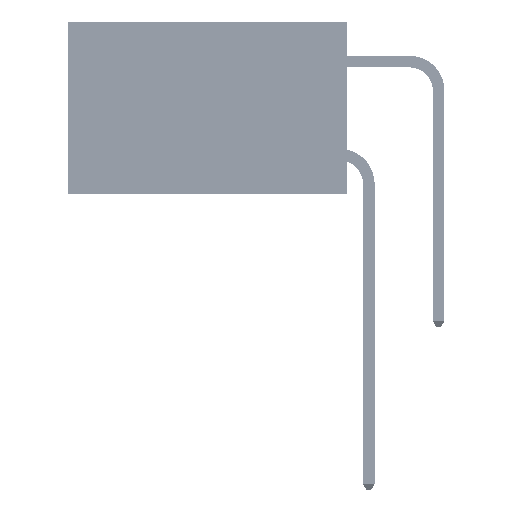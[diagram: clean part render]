
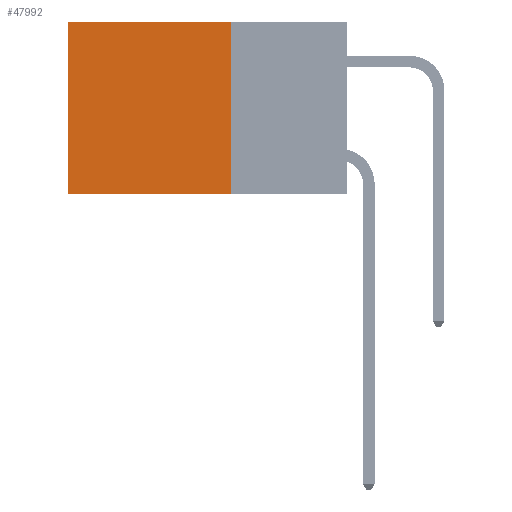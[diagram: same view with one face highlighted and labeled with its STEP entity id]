
A CAD part, left-side view. The second image highlights one B-rep face of the part: STEP entity #47992.
In plain terms, the highlighted planar face has unit normal (-1, 0, 0).
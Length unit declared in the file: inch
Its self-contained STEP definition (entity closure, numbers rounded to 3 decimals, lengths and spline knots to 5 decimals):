
#610 = DIRECTION ( 'NONE',  ( 0., 0., -1. ) ) ;
#3431 = CARTESIAN_POINT ( 'NONE',  ( 0.2875, 0.25, 0. ) ) ;
#4593 = VECTOR ( 'NONE', #45642, 39.37008 ) ;
#6433 = VECTOR ( 'NONE', #33376, 39.37008 ) ;
#11566 = ORIENTED_EDGE ( 'NONE', *, *, #21850, .T. ) ;
#13566 = LINE ( 'NONE', #34258, #32308 ) ;
#14572 = LINE ( 'NONE', #15844, #4593 ) ;
#15517 = CARTESIAN_POINT ( 'NONE',  ( 0.2875, 0.25, 0. ) ) ;
#15844 = CARTESIAN_POINT ( 'NONE',  ( 0.2875, 0.25, -0.37 ) ) ;
#17152 = VERTEX_POINT ( 'NONE', #31182 ) ;
#18162 = VERTEX_POINT ( 'NONE', #40322 ) ;
#18620 = ORIENTED_EDGE ( 'NONE', *, *, #48049, .F. ) ;
#19172 = EDGE_LOOP ( 'NONE', ( #11566, #18620, #29483, #36089 ) ) ;
#19281 = PLANE ( 'NONE',  #31295 ) ;
#21850 = EDGE_CURVE ( 'NONE', #17152, #30559, #46590, .T. ) ;
#23061 = DIRECTION ( 'NONE',  ( 1., 0., 0. ) ) ;
#25679 = VECTOR ( 'NONE', #27593, 39.37008 ) ;
#26855 = FACE_OUTER_BOUND ( 'NONE', #19172, .T. ) ;
#27593 = DIRECTION ( 'NONE',  ( 0., 0., -1. ) ) ;
#29483 = ORIENTED_EDGE ( 'NONE', *, *, #42680, .F. ) ;
#30559 = VERTEX_POINT ( 'NONE', #37024 ) ;
#31182 = CARTESIAN_POINT ( 'NONE',  ( 0.2875, 0.6, 0. ) ) ;
#31295 = AXIS2_PLACEMENT_3D ( 'NONE', #15517, #23061, #610 ) ;
#32308 = VECTOR ( 'NONE', #37994, 39.37008 ) ;
#32792 = LINE ( 'NONE', #3431, #6433 ) ;
#33376 = DIRECTION ( 'NONE',  ( 0., 1., 0. ) ) ;
#34258 = CARTESIAN_POINT ( 'NONE',  ( 0.2875, 0.25, 0. ) ) ;
#36089 = ORIENTED_EDGE ( 'NONE', *, *, #43855, .T. ) ;
#37024 = CARTESIAN_POINT ( 'NONE',  ( 0.2875, 0.6, -0.37 ) ) ;
#37994 = DIRECTION ( 'NONE',  ( 0., 0., -1. ) ) ;
#40322 = CARTESIAN_POINT ( 'NONE',  ( 0.2875, 0.25, 0. ) ) ;
#42680 = EDGE_CURVE ( 'NONE', #18162, #48212, #13566, .T. ) ;
#42751 = CARTESIAN_POINT ( 'NONE',  ( 0.2875, 0.25, -0.37 ) ) ;
#43855 = EDGE_CURVE ( 'NONE', #18162, #17152, #32792, .T. ) ;
#45642 = DIRECTION ( 'NONE',  ( 0., 1., 0. ) ) ;
#46098 = CARTESIAN_POINT ( 'NONE',  ( 0.2875, 0.6, 0. ) ) ;
#46590 = LINE ( 'NONE', #46098, #25679 ) ;
#47992 = ADVANCED_FACE ( 'NONE', ( #26855 ), #19281, .F. ) ;
#48049 = EDGE_CURVE ( 'NONE', #48212, #30559, #14572, .T. ) ;
#48212 = VERTEX_POINT ( 'NONE', #42751 ) ;
